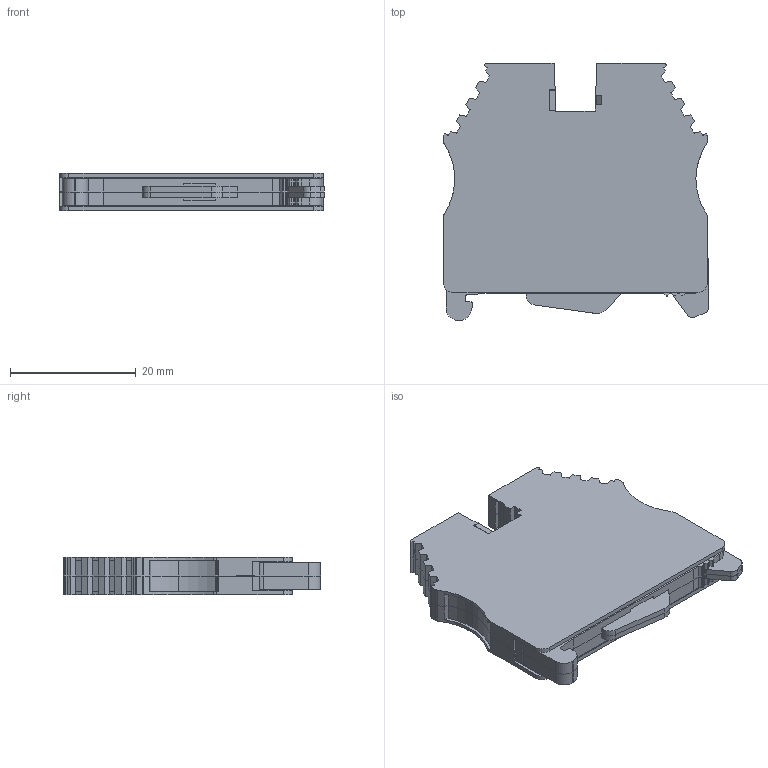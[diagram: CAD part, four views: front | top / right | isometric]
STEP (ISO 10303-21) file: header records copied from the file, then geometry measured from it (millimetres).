
FILE_DESCRIPTION (( 'STEP AP214' ), '1' );
FILE_NAME ('334450_AVK 2.5_4TK.STP', '2014-01-16T11:41:52', ( 'arge' ), ( 'Microsoft' ), 'SwSTEP 2.0', 'SolidWorks 2013', '' );
FILE_SCHEMA (( 'AUTOMOTIVE_DESIGN' ));
Length unit declared in the file: millimetre
Products named in the file (1): 334450_AVK 2.5_4TK
Bounding box: 42.2 x 40.96 x 6 mm (x, y, z)
Volume: 8124.4 mm3; surface area: 7075.6 mm2
Topology: 2 solids, 2 shells, 503 faces, 1471 edges, 972 vertices
Faces by surface type: plane 352, cylinder 151
Entity records: 22159 total; most frequent: CARTESIAN_POINT 2947, ORIENTED_EDGE 2942, DIRECTION 2785, EDGE_CURVE 1471, VECTOR 1165, LINE 1165, VERTEX_POINT 972, AXIS2_PLACEMENT_3D 810
